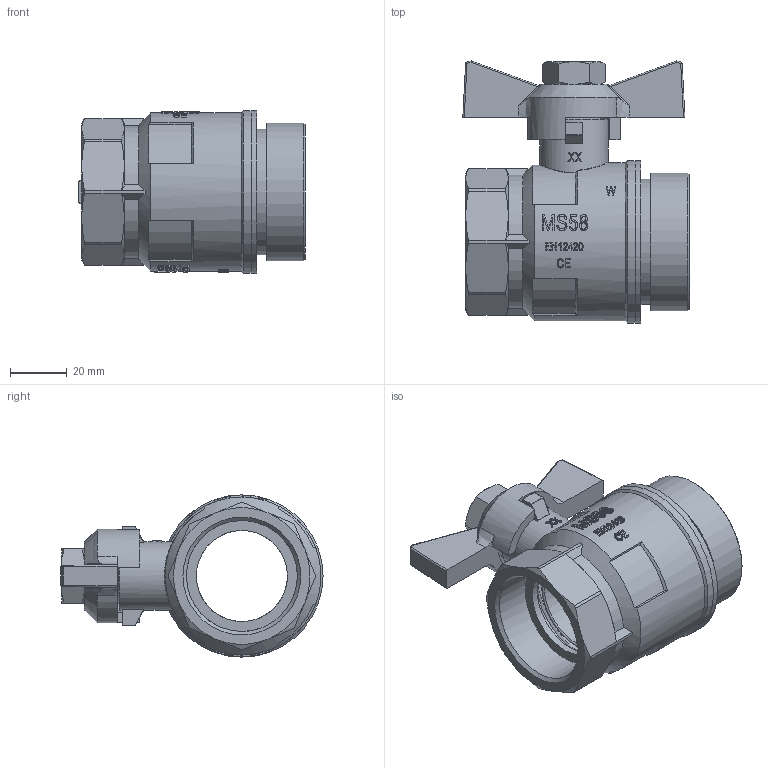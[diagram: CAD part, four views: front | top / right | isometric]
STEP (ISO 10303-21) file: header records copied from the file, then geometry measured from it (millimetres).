
FILE_DESCRIPTION(/* description */ ('Unknown'),/* implementation_level */ '2;1');
FILE_NAME(/* name */ '707-78',/* time_stamp */ '2022-06-30T13:17:24+02:00',/* author */ ('Unknown'),/* organization */ ('Unknown'),/* preprocessor_version */ 'ST-DEVELOPER v16.7',/* originating_system */ 'Solid Edge',/* authorisation */ 'Unknown');
FILE_SCHEMA (('AUTOMOTIVE_DESIGN {1 0 10303 214 3 1 1}'));
Length unit declared in the file: millimetre
Products named in the file (10): 707-78; Flügelgriff 1_1_4 - 1 1_2; 600-1_1_4-Spindel-co_oa_0; 600-1_1_4-Stopfbuchse; 600-1_1_4-Spindel; 707-78_Körper zus_oa_1; 600-1_1_4-Kvrper; 600-1_1_4-Kugel; 707-78_Einschraubteil; 600-1_1_4-Mutter-fl.g.
Assembly tree (9 placements, depth 3):
  707-78
    Flügelgriff 1_1_4 - 1 1_2
    600-1_1_4-Spindel-co_oa_0
      600-1_1_4-Stopfbuchse
      600-1_1_4-Spindel
    707-78_Körper zus_oa_1
      600-1_1_4-Kvrper
      600-1_1_4-Kugel
      707-78_Einschraubteil
    600-1_1_4-Mutter-fl.g.
Bounding box: 79.5 x 92.02 x 57 mm (x, y, z)
Volume: 90496.4 mm3; surface area: 61974.9 mm2
Topology: 7 solids, 7 shells, 1334 faces, 3703 edges, 2430 vertices
Faces by surface type: plane 1097, cylinder 139, cone 50, bspline 21, sphere 20, torus 7
Full cylindrical faces by diameter (mm): 10.2 x1, 10.8 x1, 14 x2, 14.1 x1, 14.5 x1, 15 x1, 16 x1, 18 x1, 18.38 x1, 20 x1, 24 x1, 25 x1, 26 x1, 32 x3, 34.5 x1, 37 x1, 38.952 x1, 42 x1, 42.001 x1, 44 x1, 48.3 x1, 50.5 x1, 52 x1, 52.002 x1, 54 x1, 55.5 x1, 57 x2
Entity records: 48768 total; most frequent: CARTESIAN_POINT 12892, DIRECTION 8190, ORIENTED_EDGE 7212, EDGE_CURVE 3606, AXIS2_PLACEMENT_3D 3404, VERTEX_POINT 2405, ELLIPSE 1622, EDGE_LOOP 1471
